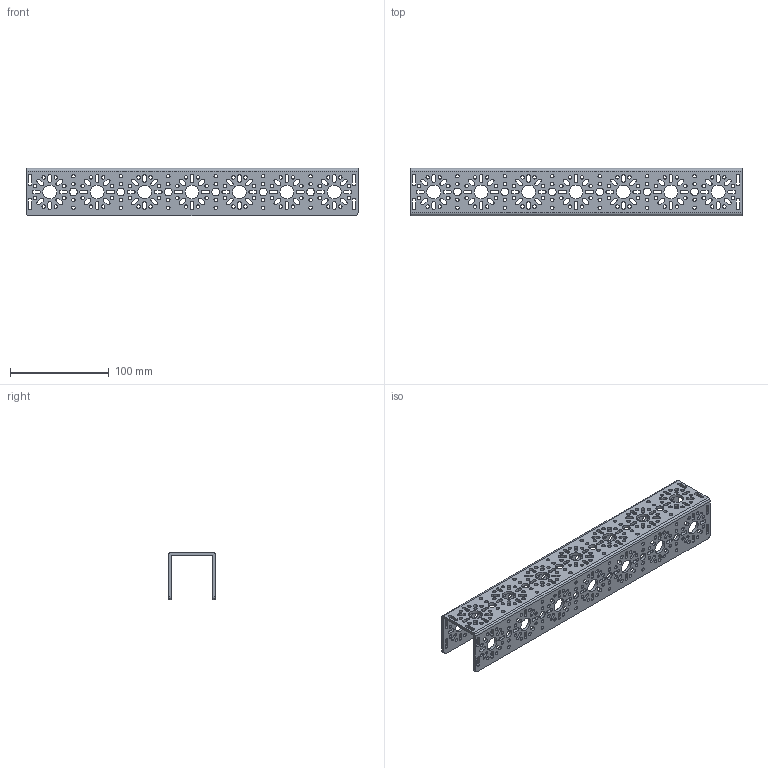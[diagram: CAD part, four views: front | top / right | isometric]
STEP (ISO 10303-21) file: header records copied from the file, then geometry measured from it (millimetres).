
FILE_DESCRIPTION (( 'STEP AP214' ), '1' );
FILE_NAME ('76012-336mm-u-channel.STEP', '2021-07-06T13:21:08', ( '' ), ( '' ), 'SwSTEP 2.0', 'SolidWorks 2021', '' );
FILE_SCHEMA (( 'AUTOMOTIVE_DESIGN' ));
Length unit declared in the file: millimetre
Products named in the file (1): 76012-336mm-u-channel
Bounding box: 336 x 48 x 48 mm (x, y, z)
Volume: 103973.5 mm3; surface area: 95418.6 mm2
Topology: 1 solids, 1 shells, 1342 faces, 4020 edges, 2680 vertices
Faces by surface type: cylinder 972, plane 370
Entity records: 48058 total; most frequent: DIRECTION 8650, CARTESIAN_POINT 8043, ORIENTED_EDGE 8040, EDGE_CURVE 4020, AXIS2_PLACEMENT_3D 3287, VERTEX_POINT 2680, EDGE_LOOP 2260, LINE 2076
